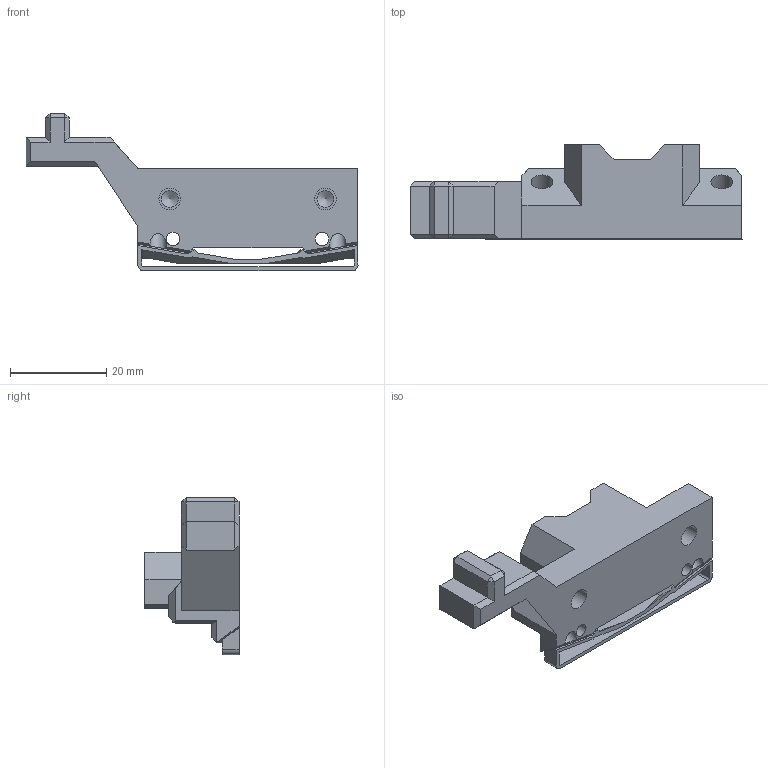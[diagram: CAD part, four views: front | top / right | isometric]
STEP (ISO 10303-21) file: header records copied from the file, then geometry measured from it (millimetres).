
FILE_DESCRIPTION(('FreeCAD Model'),'2;1');
FILE_NAME('Open CASCADE Shape Model','2024-03-29T15:57:16',(''),(''), 'Open CASCADE STEP processor 7.6','FreeCAD','Unknown');
FILE_SCHEMA(('AUTOMOTIVE_DESIGN { 1 0 10303 214 1 1 1 1 }'));
Length unit declared in the file: millimetre
Products named in the file (3): Upper; Upper_Support-Body; Upper-Body
Assembly tree (2 placements, depth 2):
  Upper
    Upper_Support-Body
    Upper-Body
Bounding box: 69.1 x 19.6 x 32.81 mm (x, y, z)
Volume: 10810.8 mm3; surface area: 6466 mm2
Topology: 2 solids, 2 shells, 145 faces, 385 edges, 248 vertices
Faces by surface type: plane 121, cylinder 22, cone 2
Full cylindrical faces by diameter (mm): 2.8 x2, 2.9 x2, 3.4 x2, 3.5 x2, 4.5 x4
Entity records: 9823 total; most frequent: CARTESIAN_POINT 1982, DIRECTION 1456, LINE 1020, VECTOR 1020, ORIENTED_EDGE 766, PCURVE 766, DEFINITIONAL_REPRESENTATION 766, EDGE_CURVE 383
